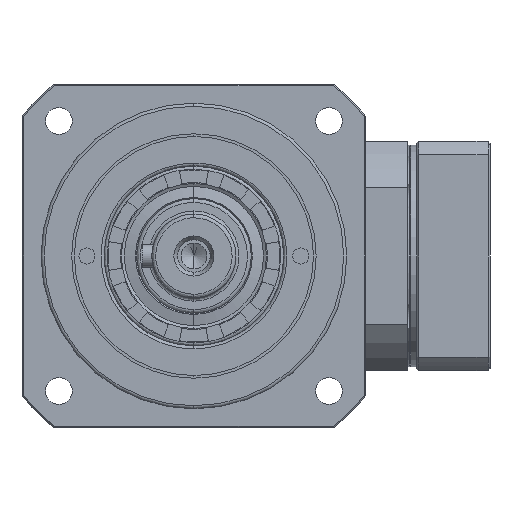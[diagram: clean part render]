
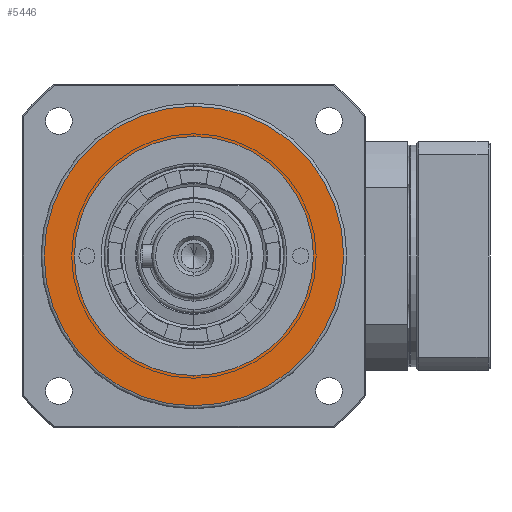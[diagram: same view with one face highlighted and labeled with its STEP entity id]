
A CAD part, left-side view. The second image highlights one B-rep face of the part: STEP entity #5446.
In plain terms, the highlighted planar face has unit normal (-1, 0, 0).
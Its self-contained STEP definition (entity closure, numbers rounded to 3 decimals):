
#1581 = DIRECTION ( 'NONE',  ( 0., 0., 1. ) ) ;
#1632 = DIRECTION ( 'NONE',  ( 1., 0., 0. ) ) ;
#1688 = CARTESIAN_POINT ( 'NONE',  ( -615.585, -5503.681, 0. ) ) ;
#3435 = DIRECTION ( 'NONE',  ( 0., 0., 1. ) ) ;
#3445 = DIRECTION ( 'NONE',  ( -1., 0., 0. ) ) ;
#3509 = CARTESIAN_POINT ( 'NONE',  ( -615.585, -5503.681, 0. ) ) ;
#4250 = EDGE_LOOP ( 'NONE', ( #11966, #11868 ) ) ;
#5446 = ADVANCED_FACE ( 'NONE', ( #22016, #24750 ), #45895, .F. ) ;
#9904 = EDGE_CURVE ( 'NONE', #41516, #36290, #40222, .T. ) ;
#11868 = ORIENTED_EDGE ( 'NONE', *, *, #25775, .F. ) ;
#11966 = ORIENTED_EDGE ( 'NONE', *, *, #9904, .F. ) ;
#13060 = CIRCLE ( 'NONE', #26944, 31.3 ) ;
#14713 = ORIENTED_EDGE ( 'NONE', *, *, #34743, .F. ) ;
#16036 = DIRECTION ( 'NONE',  ( 0., 0., 1. ) ) ;
#16074 = DIRECTION ( 'NONE',  ( -1., 0., 0. ) ) ;
#16137 = CARTESIAN_POINT ( 'NONE',  ( -615.585, -5503.681, 0. ) ) ;
#16965 = EDGE_CURVE ( 'NONE', #33405, #46785, #13060, .T. ) ;
#18297 = AXIS2_PLACEMENT_3D ( 'NONE', #1688, #1632, #1581 ) ;
#20995 = CARTESIAN_POINT ( 'NONE',  ( -615.585, -5503.681, 31.3 ) ) ;
#22016 = FACE_BOUND ( 'NONE', #41944, .T. ) ;
#23635 = AXIS2_PLACEMENT_3D ( 'NONE', #45045, #44783, #44681 ) ;
#24750 = FACE_OUTER_BOUND ( 'NONE', #4250, .T. ) ;
#25775 = EDGE_CURVE ( 'NONE', #36290, #41516, #47600, .T. ) ;
#26944 = AXIS2_PLACEMENT_3D ( 'NONE', #3509, #3445, #3435 ) ;
#31207 = CARTESIAN_POINT ( 'NONE',  ( -615.585, -5503.681, 0. ) ) ;
#31266 = DIRECTION ( 'NONE',  ( 1., 0., 0. ) ) ;
#31276 = DIRECTION ( 'NONE',  ( 0., 0., 1. ) ) ;
#32021 = CARTESIAN_POINT ( 'NONE',  ( -615.585, -5503.681, -31.3 ) ) ;
#33405 = VERTEX_POINT ( 'NONE', #20995 ) ;
#34743 = EDGE_CURVE ( 'NONE', #46785, #33405, #48737, .T. ) ;
#36290 = VERTEX_POINT ( 'NONE', #48512 ) ;
#37401 = ORIENTED_EDGE ( 'NONE', *, *, #16965, .F. ) ;
#38625 = AXIS2_PLACEMENT_3D ( 'NONE', #16137, #16074, #16036 ) ;
#39944 = AXIS2_PLACEMENT_3D ( 'NONE', #31207, #31266, #31276 ) ;
#40222 = CIRCLE ( 'NONE', #18297, 39.2 ) ;
#41516 = VERTEX_POINT ( 'NONE', #48684 ) ;
#41944 = EDGE_LOOP ( 'NONE', ( #37401, #14713 ) ) ;
#44681 = DIRECTION ( 'NONE',  ( 0., 0., -1. ) ) ;
#44783 = DIRECTION ( 'NONE',  ( 1., 0., 0. ) ) ;
#45045 = CARTESIAN_POINT ( 'NONE',  ( -615.585, 0., 0. ) ) ;
#45895 = PLANE ( 'NONE',  #23635 ) ;
#46785 = VERTEX_POINT ( 'NONE', #32021 ) ;
#47600 = CIRCLE ( 'NONE', #39944, 39.2 ) ;
#48512 = CARTESIAN_POINT ( 'NONE',  ( -615.585, -5503.681, -39.2 ) ) ;
#48684 = CARTESIAN_POINT ( 'NONE',  ( -615.585, -5503.681, 39.2 ) ) ;
#48737 = CIRCLE ( 'NONE', #38625, 31.3 ) ;
